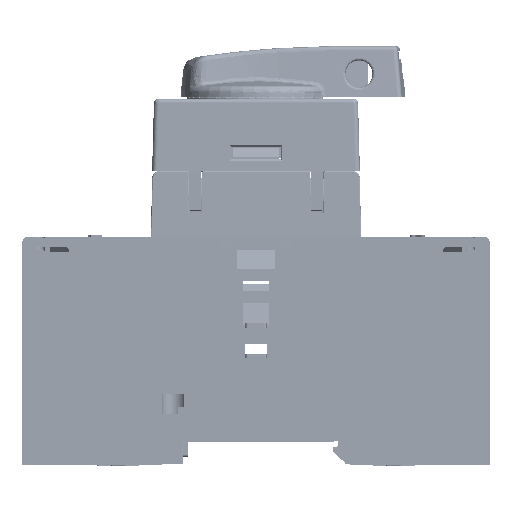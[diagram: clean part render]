
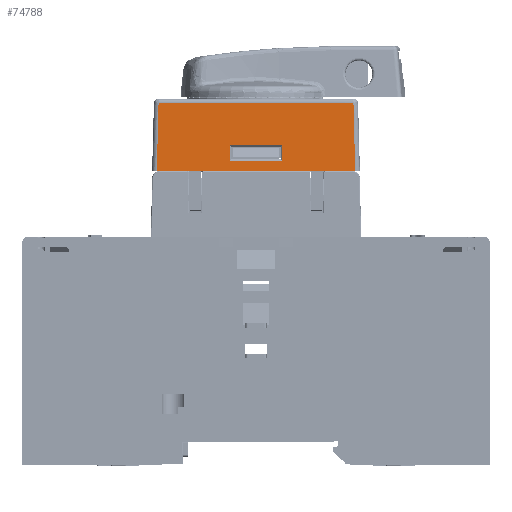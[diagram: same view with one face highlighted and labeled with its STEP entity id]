
A CAD part, front view. The second image highlights one B-rep face of the part: STEP entity #74788.
In plain terms, the highlighted planar face has unit normal (0, -1, 0.026).
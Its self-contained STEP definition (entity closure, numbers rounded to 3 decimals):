
#18762=LINE('',#302317,#42477);
#18763=LINE('',#302320,#42478);
#18764=LINE('',#302322,#42479);
#18765=LINE('',#302324,#42480);
#18766=LINE('',#302325,#42481);
#18767=LINE('',#302328,#42482);
#18768=LINE('',#302330,#42483);
#18769=LINE('',#302332,#42484);
#42477=VECTOR('',#241830,1.);
#42478=VECTOR('',#241831,1.);
#42479=VECTOR('',#241832,1.);
#42480=VECTOR('',#241833,1.);
#42481=VECTOR('',#241834,1.);
#42482=VECTOR('',#241835,1.);
#42483=VECTOR('',#241836,1.);
#42484=VECTOR('',#241837,1.);
#55642=PLANE('',#204277);
#74788=ADVANCED_FACE('',(#79632,#79633),#55642,.T.);
#79632=FACE_BOUND('',#87658,.T.);
#79633=FACE_BOUND('',#87659,.T.);
#87658=EDGE_LOOP('',(#125740,#125741,#125742,#125743));
#87659=EDGE_LOOP('',(#125744,#125745,#125746,#125747));
#125740=ORIENTED_EDGE('',*,*,#182309,.F.);
#125741=ORIENTED_EDGE('',*,*,#182310,.F.);
#125742=ORIENTED_EDGE('',*,*,#182311,.F.);
#125743=ORIENTED_EDGE('',*,*,#182312,.F.);
#125744=ORIENTED_EDGE('',*,*,#182313,.F.);
#125745=ORIENTED_EDGE('',*,*,#182314,.F.);
#125746=ORIENTED_EDGE('',*,*,#182315,.F.);
#125747=ORIENTED_EDGE('',*,*,#182316,.F.);
#156579=VERTEX_POINT('',#302318);
#156580=VERTEX_POINT('',#302319);
#156581=VERTEX_POINT('',#302321);
#156582=VERTEX_POINT('',#302323);
#156583=VERTEX_POINT('',#302326);
#156584=VERTEX_POINT('',#302327);
#156585=VERTEX_POINT('',#302329);
#156586=VERTEX_POINT('',#302331);
#182309=EDGE_CURVE('',#156579,#156580,#18762,.T.);
#182310=EDGE_CURVE('',#156581,#156579,#18763,.T.);
#182311=EDGE_CURVE('',#156582,#156581,#18764,.T.);
#182312=EDGE_CURVE('',#156580,#156582,#18765,.T.);
#182313=EDGE_CURVE('',#156583,#156584,#18766,.T.);
#182314=EDGE_CURVE('',#156585,#156583,#18767,.T.);
#182315=EDGE_CURVE('',#156586,#156585,#18768,.T.);
#182316=EDGE_CURVE('',#156584,#156586,#18769,.T.);
#204277=AXIS2_PLACEMENT_3D('',#302333,#241838,#241839);
#241830=DIRECTION('',(1.,0.,0.));
#241831=DIRECTION('',(0.026,0.026,0.999));
#241832=DIRECTION('',(-1.,0.,0.));
#241833=DIRECTION('',(0.026,-0.026,-0.999));
#241834=DIRECTION('',(0.,-0.026,-1.));
#241835=DIRECTION('',(-1.,0.,0.));
#241836=DIRECTION('',(0.,0.026,1.));
#241837=DIRECTION('',(1.,0.,0.));
#241838=DIRECTION('',(0.,-1.,0.026));
#241839=DIRECTION('',(0.,0.026,1.));
#302317=CARTESIAN_POINT('',(9.682,-104.317,72.229));
#302318=CARTESIAN_POINT('',(-22.235,-104.317,72.229));
#302319=CARTESIAN_POINT('',(19.4,-104.317,72.229));
#302320=CARTESIAN_POINT('',(-22.604,-104.685,58.162));
#302321=CARTESIAN_POINT('',(-22.618,-104.7,57.608));
#302322=CARTESIAN_POINT('',(20.782,-104.7,57.608));
#302323=CARTESIAN_POINT('',(19.783,-104.7,57.608));
#302324=CARTESIAN_POINT('',(19.735,-104.653,59.404));
#302325=CARTESIAN_POINT('',(-7.018,-104.643,59.769));
#302326=CARTESIAN_POINT('',(-7.018,-104.557,63.058));
#302327=CARTESIAN_POINT('',(-7.018,-104.644,59.758));
#302328=CARTESIAN_POINT('',(7.057,-104.557,63.058));
#302329=CARTESIAN_POINT('',(4.182,-104.557,63.058));
#302330=CARTESIAN_POINT('',(4.182,-104.609,61.068));
#302331=CARTESIAN_POINT('',(4.182,-104.644,59.758));
#302332=CARTESIAN_POINT('',(12.307,-104.644,59.758));
#302333=CARTESIAN_POINT('',(20.782,-104.7,57.608));
